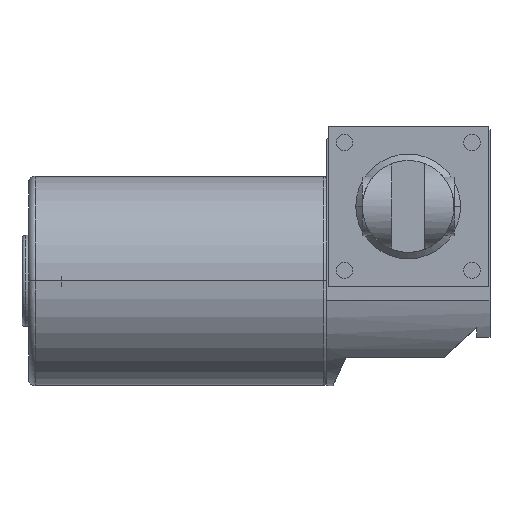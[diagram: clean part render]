
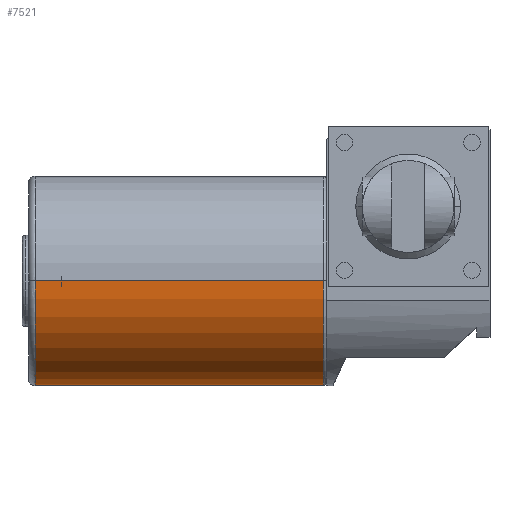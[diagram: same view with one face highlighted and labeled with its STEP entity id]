
A CAD part, front view. The second image highlights one B-rep face of the part: STEP entity #7521.
In plain terms, the highlighted cylindrical face has radius 32 mm (diameter 64 mm), a partial arc.
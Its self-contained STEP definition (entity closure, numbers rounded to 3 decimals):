
#7232=DIRECTION('',(0.,1.,0.));
#7233=VECTOR('',#7232,88.);
#7234=CARTESIAN_POINT('',(-32.,1.,0.));
#7235=LINE('',#7234,#7233);
#7241=CARTESIAN_POINT('',(0.,1.,0.));
#7242=DIRECTION('',(0.,-1.,0.));
#7243=DIRECTION('',(-1.,0.,0.));
#7244=AXIS2_PLACEMENT_3D('',#7241,#7242,#7243);
#7246=DIRECTION('',(0.,1.,0.));
#7247=VECTOR('',#7246,88.);
#7248=CARTESIAN_POINT('',(32.,1.,0.));
#7249=LINE('',#7248,#7247);
#7250=CARTESIAN_POINT('',(0.,89.,0.));
#7251=DIRECTION('',(0.,1.,0.));
#7252=DIRECTION('',(1.,0.,0.));
#7253=AXIS2_PLACEMENT_3D('',#7250,#7251,#7252);
#7437=CARTESIAN_POINT('',(32.,89.,0.));
#7438=CARTESIAN_POINT('',(-32.,89.,0.));
#7439=VERTEX_POINT('',#7437);
#7440=VERTEX_POINT('',#7438);
#7450=CARTESIAN_POINT('',(-32.,1.,0.));
#7451=CARTESIAN_POINT('',(32.,1.,0.));
#7452=VERTEX_POINT('',#7450);
#7453=VERTEX_POINT('',#7451);
#7509=CARTESIAN_POINT('',(0.,0.,0.));
#7510=DIRECTION('',(0.,1.,0.));
#7511=DIRECTION('',(1.,0.,0.));
#7512=AXIS2_PLACEMENT_3D('',#7509,#7510,#7511);
#7513=CYLINDRICAL_SURFACE('',#7512,32.);
#7514=ORIENTED_EDGE('',*,*,#7474,.T.);
#7515=ORIENTED_EDGE('',*,*,#7504,.T.);
#7517=ORIENTED_EDGE('',*,*,#7516,.T.);
#7518=ORIENTED_EDGE('',*,*,#7500,.F.);
#7519=EDGE_LOOP('',(#7514,#7515,#7517,#7518));
#7520=FACE_OUTER_BOUND('',#7519,.F.);
#7245=CIRCLE('',#7244,32.);
#7254=CIRCLE('',#7253,32.);
#7474=EDGE_CURVE('',#7452,#7453,#7245,.T.);
#7500=EDGE_CURVE('',#7452,#7440,#7235,.T.);
#7504=EDGE_CURVE('',#7453,#7439,#7249,.T.);
#7516=EDGE_CURVE('',#7439,#7440,#7254,.T.);
#7521=ADVANCED_FACE('',(#7520),#7513,.T.);
